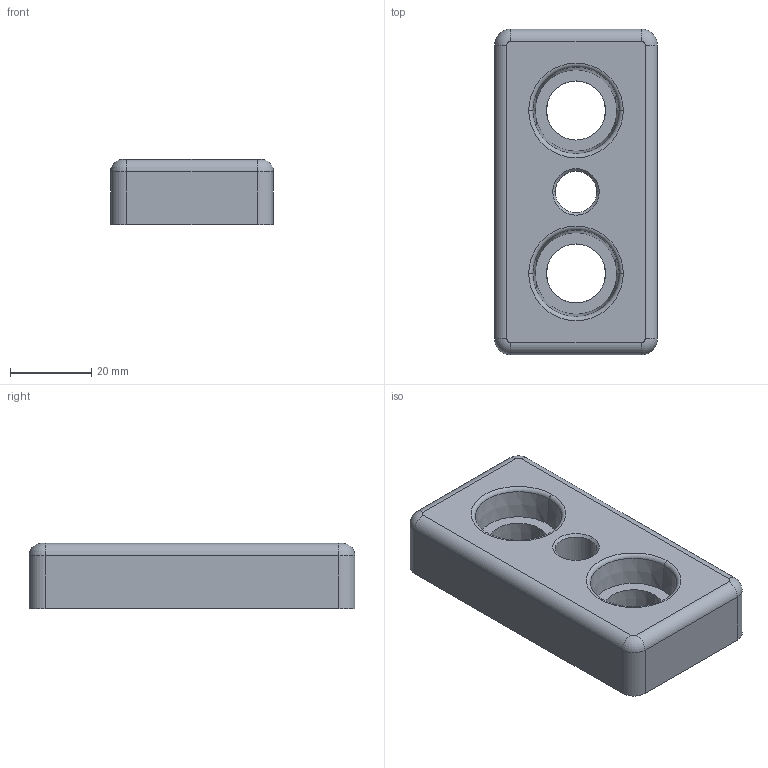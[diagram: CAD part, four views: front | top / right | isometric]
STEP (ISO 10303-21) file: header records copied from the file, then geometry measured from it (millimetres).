
FILE_DESCRIPTION (( 'STEP AP214' ), '1' );
FILE_NAME ('093T40801612R.STEP', '2013-10-21T12:40:25', ( 'User' ), ( '' ), 'SwSTEP 2.0', 'SolidWorks 2012', '' );
FILE_SCHEMA (( 'AUTOMOTIVE_DESIGN' ));
Length unit declared in the file: millimetre
Products named in the file (1): 093T40801612R
Bounding box: 40 x 80 x 16 mm (x, y, z)
Volume: 30596.9 mm3; surface area: 15431.8 mm2
Topology: 1 solids, 1 shells, 290 faces, 648 edges, 338 vertices
Faces by surface type: cylinder 120, torus 74, plane 44, sphere 42, cone 10
Entity records: 7772 total; most frequent: DIRECTION 1588, CARTESIAN_POINT 1245, ORIENTED_EDGE 1232, AXIS2_PLACEMENT_3D 681, EDGE_CURVE 616, CIRCLE 390, VERTEX_POINT 338, EDGE_LOOP 306
